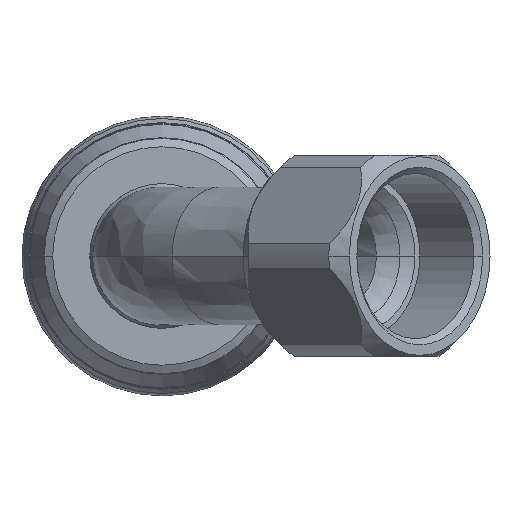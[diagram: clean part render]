
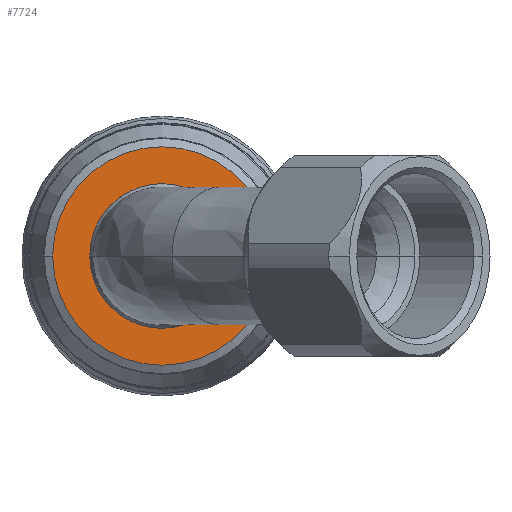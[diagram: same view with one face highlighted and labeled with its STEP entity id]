
A CAD part, left-side view. The second image highlights one B-rep face of the part: STEP entity #7724.
In plain terms, the highlighted planar face has unit normal (-1, 0, 0).
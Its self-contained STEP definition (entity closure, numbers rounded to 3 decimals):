
#6579=CARTESIAN_POINT('',(0.,0.,0.));
#6580=DIRECTION('',(-1.,0.,0.));
#6581=DIRECTION('',(0.,1.,0.));
#6582=AXIS2_PLACEMENT_3D('',#6579,#6580,#6581);
#6588=CARTESIAN_POINT('',(0.,0.,0.));
#6589=DIRECTION('',(1.,0.,0.));
#6590=DIRECTION('',(0.,1.,0.));
#6591=AXIS2_PLACEMENT_3D('',#6588,#6589,#6590);
#6593=CARTESIAN_POINT('',(0.,0.,0.));
#6594=DIRECTION('',(1.,0.,0.));
#6595=DIRECTION('',(0.,-1.,0.));
#6596=AXIS2_PLACEMENT_3D('',#6593,#6594,#6595);
#6598=CARTESIAN_POINT('',(0.,0.,0.));
#6599=DIRECTION('',(-1.,0.,0.));
#6600=DIRECTION('',(0.,-1.,0.));
#6601=AXIS2_PLACEMENT_3D('',#6598,#6599,#6600);
#6780=CARTESIAN_POINT('',(0.,-20.655,0.));
#6781=VERTEX_POINT('',#6780);
#6786=CARTESIAN_POINT('',(0.,20.655,0.));
#6787=VERTEX_POINT('',#6786);
#6792=CARTESIAN_POINT('',(0.,13.5,0.));
#6793=CARTESIAN_POINT('',(0.,-13.5,0.));
#6794=VERTEX_POINT('',#6792);
#6795=VERTEX_POINT('',#6793);
#7709=CARTESIAN_POINT('',(0.,0.,0.));
#7710=DIRECTION('',(-1.,0.,0.));
#7711=DIRECTION('',(0.,-1.,0.));
#7712=AXIS2_PLACEMENT_3D('',#7709,#7710,#7711);
#7713=PLANE('',#7712);
#7715=ORIENTED_EDGE('',*,*,#7714,.T.);
#7717=ORIENTED_EDGE('',*,*,#7716,.F.);
#7718=EDGE_LOOP('',(#7715,#7717));
#7719=FACE_OUTER_BOUND('',#7718,.F.);
#7720=ORIENTED_EDGE('',*,*,#7702,.F.);
#7721=ORIENTED_EDGE('',*,*,#7688,.T.);
#7722=EDGE_LOOP('',(#7720,#7721));
#7723=FACE_BOUND('',#7722,.F.);
#6583=CIRCLE('',#6582,13.5);
#6592=CIRCLE('',#6591,13.5);
#6597=CIRCLE('',#6596,20.655);
#6602=CIRCLE('',#6601,20.655);
#7688=EDGE_CURVE('',#6794,#6795,#6583,.T.);
#7702=EDGE_CURVE('',#6794,#6795,#6592,.T.);
#7714=EDGE_CURVE('',#6781,#6787,#6597,.T.);
#7716=EDGE_CURVE('',#6781,#6787,#6602,.T.);
#7724=ADVANCED_FACE('',(#7719,#7723),#7713,.T.);
